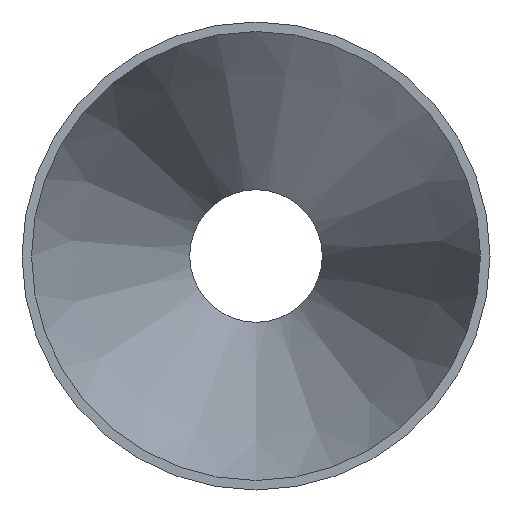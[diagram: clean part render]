
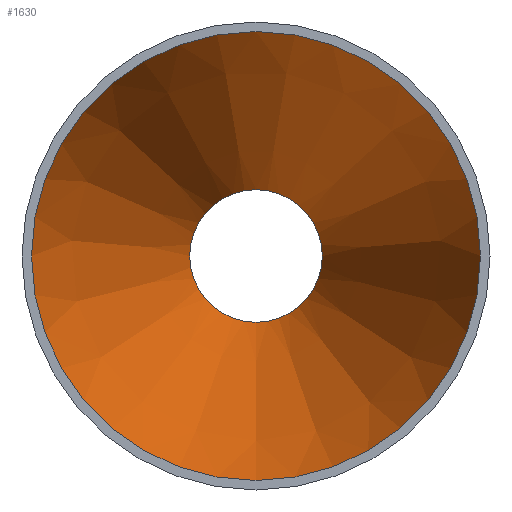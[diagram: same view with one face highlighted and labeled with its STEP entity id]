
A CAD part, front view. The second image highlights one B-rep face of the part: STEP entity #1630.
In plain terms, the highlighted conical face has half-angle 19.367 degrees and reference radius 49.88 mm.
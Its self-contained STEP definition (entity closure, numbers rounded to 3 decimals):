
#1614 = VERTEX_POINT ( 'NONE', #15469 ) ;
#1630 = ADVANCED_FACE ( 'NONE', ( #9717, #21640 ), #15792, .F. ) ;
#2490 = CARTESIAN_POINT ( 'NONE',  ( 0., 0., 0. ) ) ;
#2511 = ORIENTED_EDGE ( 'NONE', *, *, #2745, .F. ) ;
#2745 = EDGE_CURVE ( 'NONE', #1614, #1614, #9193, .T. ) ;
#2839 = AXIS2_PLACEMENT_3D ( 'NONE', #2490, #23872, #6401 ) ;
#3142 = DIRECTION ( 'NONE',  ( 0., -1., 0. ) ) ;
#4842 = CARTESIAN_POINT ( 'NONE',  ( 0., 100., 0. ) ) ;
#6401 = DIRECTION ( 'NONE',  ( 0., 0., -1. ) ) ;
#8761 = AXIS2_PLACEMENT_3D ( 'NONE', #19565, #19824, #13717 ) ;
#9193 = CIRCLE ( 'NONE', #25335, 14.73 ) ;
#9717 = FACE_BOUND ( 'NONE', #10183, .T. ) ;
#10183 = EDGE_LOOP ( 'NONE', ( #2511 ) ) ;
#12762 = EDGE_CURVE ( 'NONE', #17423, #17423, #13133, .T. ) ;
#13133 = CIRCLE ( 'NONE', #2839, 49.88 ) ;
#13717 = DIRECTION ( 'NONE',  ( 0., 0., -1. ) ) ;
#14781 = DIRECTION ( 'NONE',  ( 0., 0., -1. ) ) ;
#15469 = CARTESIAN_POINT ( 'NONE',  ( 0., 100., -14.73 ) ) ;
#15792 = CONICAL_SURFACE ( 'NONE', #8761, 49.88, 0.338 ) ;
#17138 = ORIENTED_EDGE ( 'NONE', *, *, #12762, .T. ) ;
#17423 = VERTEX_POINT ( 'NONE', #19221 ) ;
#19221 = CARTESIAN_POINT ( 'NONE',  ( 0., 0., -49.88 ) ) ;
#19565 = CARTESIAN_POINT ( 'NONE',  ( 0., 0., 0. ) ) ;
#19824 = DIRECTION ( 'NONE',  ( 0., -1., 0. ) ) ;
#21640 = FACE_OUTER_BOUND ( 'NONE', #25600, .T. ) ;
#23872 = DIRECTION ( 'NONE',  ( 0., -1., 0. ) ) ;
#25335 = AXIS2_PLACEMENT_3D ( 'NONE', #4842, #3142, #14781 ) ;
#25600 = EDGE_LOOP ( 'NONE', ( #17138 ) ) ;
